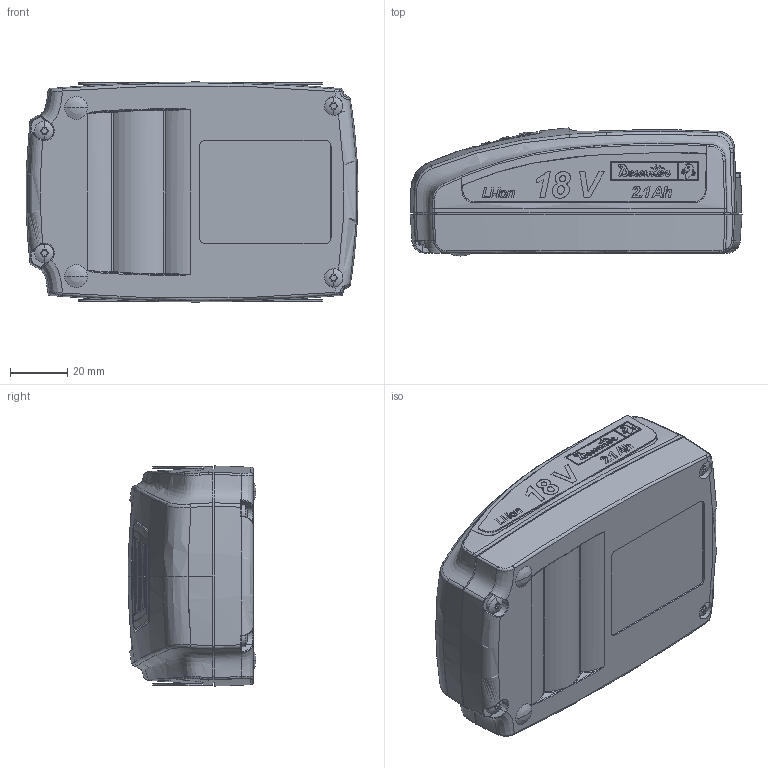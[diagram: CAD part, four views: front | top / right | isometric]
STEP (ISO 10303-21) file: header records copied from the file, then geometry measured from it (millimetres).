
FILE_DESCRIPTION((''),'2;1');
FILE_NAME('6158120990_ASM','2014-06-30T',('greextsd'),(''),'PRO/ENGINEER BY PARAMETRIC TECHNOLOGY CORPORATION, 2013410','PRO/ENGINEER BY PARAMETRIC TECHNOLOGY CORPORATION, 2013410','');
FILE_SCHEMA(('CONFIG_CONTROL_DESIGN'));
Products named in the file (13): 6155653090; 6153100830; 6155653130; PLMC_4211562701; PLMC_4211563400_SPEC1_ASM; PLMC_4211562700; PLMC_4211563300_ASM; PLMC_4211563500_ASM; 6153985380_ASM; PLMC_0226330003; 6158716970; 6158716980; 6158120990_ASM
Assembly tree (16 placements, depth 4):
  6158120990_ASM
    6155653090
    6153100830
    6155653130
    6153985380_ASM
      PLMC_4211563400_SPEC1_ASM
        PLMC_4211562701
      PLMC_4211563300_ASM
        PLMC_4211562700
      PLMC_4211563500_ASM
        PLMC_4211562700
    PLMC_0226330003  x4
    6158716970
    6158716980
Bounding box: 116.28 x 44.83 x 77.1 mm (x, y, z)
Volume: 105576.7 mm3; surface area: 103681.3 mm2
Topology: 18 solids, 20 shells, 5023 faces, 13533 edges, 8381 vertices
Faces by surface type: plane 1297, bspline 1227, cylinder 1115, extrusion 841, sphere 254, cone 179, torus 109, revolution 1
Entity records: 203594 total; most frequent: CARTESIAN_POINT 97313, ORIENTED_EDGE 25842, DIRECTION 15316, EDGE_CURVE 13013, VERTEX_POINT 8219, B_SPLINE_CURVE_WITH_KNOTS 7015, VECTOR 5835, EDGE_LOOP 5077
